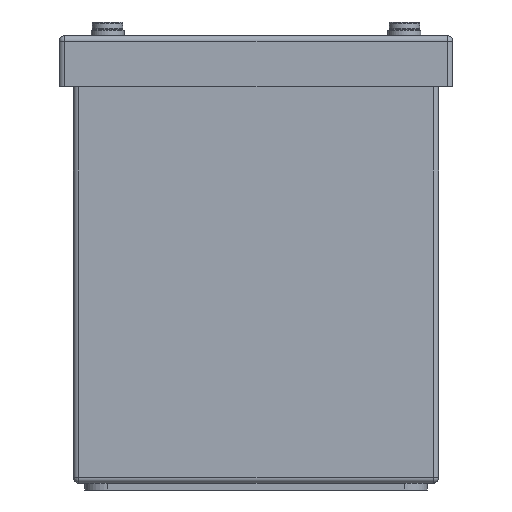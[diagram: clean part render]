
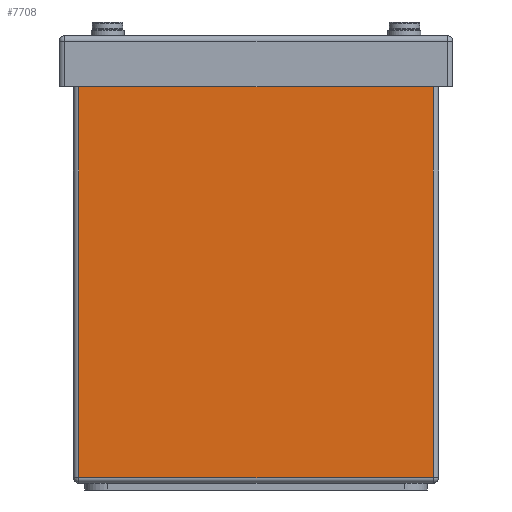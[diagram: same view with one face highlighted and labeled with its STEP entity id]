
A CAD part, left-side view. The second image highlights one B-rep face of the part: STEP entity #7708.
In plain terms, the highlighted planar face has unit normal (-1, 0, 0).
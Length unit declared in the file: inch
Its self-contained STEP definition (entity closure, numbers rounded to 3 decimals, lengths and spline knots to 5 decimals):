
#143 = CARTESIAN_POINT ( 'NONE',  ( 0., 3.94, 0. ) ) ;
#281 = CARTESIAN_POINT ( 'NONE',  ( 0., 3.94, 4.69 ) ) ;
#721 = DIRECTION ( 'NONE',  ( 0., 0., 1. ) ) ;
#1120 = LINE ( 'NONE', #143, #7345 ) ;
#1240 = DIRECTION ( 'NONE',  ( 0., 0., 1. ) ) ;
#1331 = LINE ( 'NONE', #3446, #3599 ) ;
#2348 = EDGE_CURVE ( 'NONE', #7283, #12714, #1120, .T. ) ;
#2538 = ORIENTED_EDGE ( 'NONE', *, *, #13665, .T. ) ;
#3446 = CARTESIAN_POINT ( 'NONE',  ( 0., 4., 4.69 ) ) ;
#3599 = VECTOR ( 'NONE', #11063, 39.37008 ) ;
#4161 = EDGE_LOOP ( 'NONE', ( #5091, #11430, #2538, #6552 ) ) ;
#4431 = FACE_OUTER_BOUND ( 'NONE', #4161, .T. ) ;
#4638 = DIRECTION ( 'NONE',  ( -1., 0., 0. ) ) ;
#4948 = LINE ( 'NONE', #7189, #5411 ) ;
#5014 = VERTEX_POINT ( 'NONE', #12750 ) ;
#5091 = ORIENTED_EDGE ( 'NONE', *, *, #5898, .T. ) ;
#5238 = CARTESIAN_POINT ( 'NONE',  ( 0., 0.06, 0.06 ) ) ;
#5411 = VECTOR ( 'NONE', #11631, 39.37008 ) ;
#5689 = AXIS2_PLACEMENT_3D ( 'NONE', #10025, #4638, #1240 ) ;
#5898 = EDGE_CURVE ( 'NONE', #12714, #7497, #4948, .T. ) ;
#6552 = ORIENTED_EDGE ( 'NONE', *, *, #2348, .T. ) ;
#6598 = PLANE ( 'NONE',  #5689 ) ;
#6893 = EDGE_CURVE ( 'NONE', #7497, #5014, #9733, .T. ) ;
#7189 = CARTESIAN_POINT ( 'NONE',  ( 0., 0., 0.06 ) ) ;
#7283 = VERTEX_POINT ( 'NONE', #281 ) ;
#7345 = VECTOR ( 'NONE', #9085, 39.37008 ) ;
#7497 = VERTEX_POINT ( 'NONE', #5238 ) ;
#7708 = ADVANCED_FACE ( 'NONE', ( #4431 ), #6598, .T. ) ;
#8066 = CARTESIAN_POINT ( 'NONE',  ( 0., 3.94, 0.06 ) ) ;
#9085 = DIRECTION ( 'NONE',  ( 0., 0., -1. ) ) ;
#9509 = CARTESIAN_POINT ( 'NONE',  ( 0., 0.06, 0. ) ) ;
#9733 = LINE ( 'NONE', #9509, #12462 ) ;
#10025 = CARTESIAN_POINT ( 'NONE',  ( 0., 4., 0. ) ) ;
#11063 = DIRECTION ( 'NONE',  ( 0., 1., 0. ) ) ;
#11430 = ORIENTED_EDGE ( 'NONE', *, *, #6893, .T. ) ;
#11631 = DIRECTION ( 'NONE',  ( 0., -1., 0. ) ) ;
#12462 = VECTOR ( 'NONE', #721, 39.37008 ) ;
#12714 = VERTEX_POINT ( 'NONE', #8066 ) ;
#12750 = CARTESIAN_POINT ( 'NONE',  ( 0., 0.06, 4.69 ) ) ;
#13665 = EDGE_CURVE ( 'NONE', #5014, #7283, #1331, .T. ) ;
